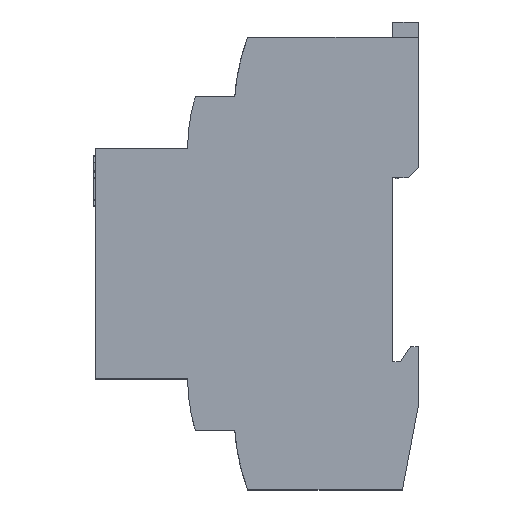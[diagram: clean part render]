
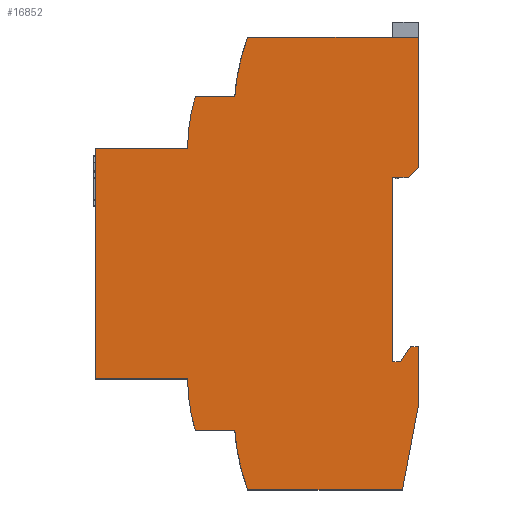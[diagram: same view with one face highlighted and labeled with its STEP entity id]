
A CAD part, top view. The second image highlights one B-rep face of the part: STEP entity #16852.
In plain terms, the highlighted planar face has unit normal (0, 0, 1).
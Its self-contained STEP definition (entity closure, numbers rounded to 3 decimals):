
#12597=DIRECTION('',(1.,0.,0.));
#12598=VECTOR('',#12597,33.3);
#12599=CARTESIAN_POINT('',(22.482,15.704,50.089));
#12600=LINE('',#12599,#12598);
#12952=DIRECTION('',(1.,0.,0.));
#12953=VECTOR('',#12952,7.7);
#12954=CARTESIAN_POINT('',(12.282,4.104,50.089));
#12955=LINE('',#12954,#12953);
#12959=CARTESIAN_POINT('',(63.199,0.86,
50.089));
#12960=DIRECTION('',(0.,0.,1.));
#12961=DIRECTION('',(-0.94,0.343,0.));
#12962=AXIS2_PLACEMENT_3D('',#12959,#12960,#12961);
#12967=DIRECTION('',(0.707,0.707,0.));
#12968=VECTOR('',#12967,2.828);
#12969=CARTESIAN_POINT('',(53.782,-11.596,
50.089));
#12970=LINE('',#12969,#12968);
#12974=DIRECTION('',(-0.555,-0.832,0.));
#12975=VECTOR('',#12974,3.606);
#12976=CARTESIAN_POINT('',(54.282,-44.596,
50.089));
#12977=LINE('',#12976,#12975);
#12981=DIRECTION('',(0.185,0.983,0.));
#12982=VECTOR('',#12981,16.789);
#12983=CARTESIAN_POINT('',(52.682,-72.496,
50.089));
#12984=LINE('',#12983,#12982);
#12988=CARTESIAN_POINT('',(63.199,-57.651,
50.089));
#12989=DIRECTION('',(0.,0.,1.));
#12990=DIRECTION('',(-0.997,-0.075,0.));
#12991=AXIS2_PLACEMENT_3D('',#12988,#12989,#12990);
#12996=CARTESIAN_POINT('',(46.988,-50.577,
50.089));
#12997=DIRECTION('',(0.,0.,1.));
#12998=DIRECTION('',(-1.,-0.009,0.));
#12999=AXIS2_PLACEMENT_3D('',#12996,#12997,#12998);
#13004=CARTESIAN_POINT('',(46.988,-6.214,
50.089));
#13005=DIRECTION('',(0.,0.,1.));
#13006=DIRECTION('',(-0.959,0.285,0.));
#13007=AXIS2_PLACEMENT_3D('',#13004,#13005,#13006);
#13019=DIRECTION('',(0.,-1.,0.));
#13020=VECTOR('',#13019,25.3);
#13021=CARTESIAN_POINT('',(55.782,15.704,50.089));
#13022=LINE('',#13021,#13020);
#13222=DIRECTION('',(0.,-1.,0.));
#13223=VECTOR('',#13222,36.);
#13224=CARTESIAN_POINT('',(50.782,-11.596,
50.089));
#13225=LINE('',#13224,#13223);
#13712=DIRECTION('',(-1.,0.,0.));
#13713=VECTOR('',#13712,30.2);
#13714=CARTESIAN_POINT('',(52.682,-72.496,
50.089));
#13715=LINE('',#13714,#13713);
#14309=DIRECTION('',(-1.,0.,0.));
#14310=VECTOR('',#14309,7.7);
#14311=CARTESIAN_POINT('',(19.982,-60.896,
50.089));
#14312=LINE('',#14311,#14310);
#14344=DIRECTION('',(-1.,0.,0.));
#14345=VECTOR('',#14344,18.);
#14346=CARTESIAN_POINT('',(10.782,-50.896,
50.089));
#14347=LINE('',#14346,#14345);
#14365=DIRECTION('',(0.,1.,0.));
#14366=VECTOR('',#14365,45.);
#14367=CARTESIAN_POINT('',(-7.218,-50.896,
50.089));
#14368=LINE('',#14367,#14366);
#14379=DIRECTION('',(1.,0.,0.));
#14380=VECTOR('',#14379,18.);
#14381=CARTESIAN_POINT('',(-7.218,-5.896,
50.089));
#14382=LINE('',#14381,#14380);
#14776=DIRECTION('',(0.,-1.,0.));
#14777=VECTOR('',#14776,11.4);
#14778=CARTESIAN_POINT('',(55.782,-44.596,
50.089));
#14779=LINE('',#14778,#14777);
#14825=DIRECTION('',(1.,0.,0.));
#14826=VECTOR('',#14825,1.5);
#14827=CARTESIAN_POINT('',(54.282,-44.596,
50.089));
#14828=LINE('',#14827,#14826);
#14846=DIRECTION('',(1.,0.,0.));
#14847=VECTOR('',#14846,1.5);
#14848=CARTESIAN_POINT('',(50.782,-47.596,
50.089));
#14849=LINE('',#14848,#14847);
#14874=DIRECTION('',(-1.,0.,0.));
#14875=VECTOR('',#14874,3.);
#14876=CARTESIAN_POINT('',(53.782,-11.596,
50.089));
#14877=LINE('',#14876,#14875);
#15580=CARTESIAN_POINT('',(22.482,15.704,50.089));
#15581=VERTEX_POINT('',#15580);
#15584=CARTESIAN_POINT('',(19.982,4.104,50.089));
#15585=VERTEX_POINT('',#15584);
#15626=CARTESIAN_POINT('',(50.782,-11.596,
50.089));
#15627=VERTEX_POINT('',#15626);
#15630=CARTESIAN_POINT('',(55.782,15.704,50.089));
#15631=VERTEX_POINT('',#15630);
#15636=CARTESIAN_POINT('',(12.282,4.104,50.089));
#15637=VERTEX_POINT('',#15636);
#15662=CARTESIAN_POINT('',(53.782,-11.596,
50.089));
#15663=VERTEX_POINT('',#15662);
#15664=CARTESIAN_POINT('',(50.782,-47.596,
50.089));
#15665=VERTEX_POINT('',#15664);
#15706=CARTESIAN_POINT('',(55.782,-9.596,
50.089));
#15707=VERTEX_POINT('',#15706);
#15714=CARTESIAN_POINT('',(10.782,-5.896,
50.089));
#15715=VERTEX_POINT('',#15714);
#15750=CARTESIAN_POINT('',(52.282,-47.596,
50.089));
#15751=VERTEX_POINT('',#15750);
#15760=CARTESIAN_POINT('',(-7.218,-5.896,
50.089));
#15761=VERTEX_POINT('',#15760);
#15792=CARTESIAN_POINT('',(54.282,-44.596,
50.089));
#15793=VERTEX_POINT('',#15792);
#15802=CARTESIAN_POINT('',(-7.218,-50.896,
50.089));
#15803=VERTEX_POINT('',#15802);
#15830=CARTESIAN_POINT('',(55.782,-44.596,
50.089));
#15831=VERTEX_POINT('',#15830);
#15836=CARTESIAN_POINT('',(10.782,-50.896,
50.089));
#15837=VERTEX_POINT('',#15836);
#15848=CARTESIAN_POINT('',(22.482,-72.496,
50.089));
#15849=VERTEX_POINT('',#15848);
#15862=CARTESIAN_POINT('',(55.782,-55.996,
50.089));
#15863=VERTEX_POINT('',#15862);
#15866=CARTESIAN_POINT('',(12.282,-60.896,
50.089));
#15867=VERTEX_POINT('',#15866);
#15882=CARTESIAN_POINT('',(19.982,-60.896,
50.089));
#15883=VERTEX_POINT('',#15882);
#15890=CARTESIAN_POINT('',(52.682,-72.496,
50.089));
#15891=VERTEX_POINT('',#15890);
#16808=CARTESIAN_POINT('',(28.558,-28.323,
50.089));
#16809=DIRECTION('',(0.,0.,1.));
#16810=DIRECTION('',(1.,0.,0.));
#16811=AXIS2_PLACEMENT_3D('',#16808,#16809,#16810);
#16812=PLANE('',#16811);
#16813=ORIENTED_EDGE('',*,*,#16794,.T.);
#16814=ORIENTED_EDGE('',*,*,#16259,.F.);
#16815=ORIENTED_EDGE('',*,*,#16369,.T.);
#16817=ORIENTED_EDGE('',*,*,#16816,.T.);
#16819=ORIENTED_EDGE('',*,*,#16818,.F.);
#16821=ORIENTED_EDGE('',*,*,#16820,.T.);
#16823=ORIENTED_EDGE('',*,*,#16822,.T.);
#16825=ORIENTED_EDGE('',*,*,#16824,.T.);
#16827=ORIENTED_EDGE('',*,*,#16826,.F.);
#16829=ORIENTED_EDGE('',*,*,#16828,.T.);
#16831=ORIENTED_EDGE('',*,*,#16830,.T.);
#16833=ORIENTED_EDGE('',*,*,#16832,.F.);
#16835=ORIENTED_EDGE('',*,*,#16834,.T.);
#16837=ORIENTED_EDGE('',*,*,#16836,.F.);
#16839=ORIENTED_EDGE('',*,*,#16838,.T.);
#16841=ORIENTED_EDGE('',*,*,#16840,.F.);
#16843=ORIENTED_EDGE('',*,*,#16842,.T.);
#16845=ORIENTED_EDGE('',*,*,#16844,.T.);
#16847=ORIENTED_EDGE('',*,*,#16846,.T.);
#16849=ORIENTED_EDGE('',*,*,#16848,.F.);
#16850=EDGE_LOOP('',(#16813,#16814,#16815,#16817,#16819,#16821,#16823,#16825,
#16827,#16829,#16831,#16833,#16835,#16837,#16839,#16841,#16843,#16845,#16847,
#16849));
#16851=FACE_OUTER_BOUND('',#16850,.F.);
#12963=CIRCLE('',#12962,43.339);
#12992=CIRCLE('',#12991,43.339);
#13000=CIRCLE('',#12999,36.208);
#13008=CIRCLE('',#13007,36.208);
#16259=EDGE_CURVE('',#15581,#15585,#12963,.T.);
#16369=EDGE_CURVE('',#15581,#15631,#12600,.T.);
#16794=EDGE_CURVE('',#15637,#15585,#12955,.T.);
#16816=EDGE_CURVE('',#15631,#15707,#13022,.T.);
#16818=EDGE_CURVE('',#15663,#15707,#12970,.T.);
#16820=EDGE_CURVE('',#15663,#15627,#14877,.T.);
#16822=EDGE_CURVE('',#15627,#15665,#13225,.T.);
#16824=EDGE_CURVE('',#15665,#15751,#14849,.T.);
#16826=EDGE_CURVE('',#15793,#15751,#12977,.T.);
#16828=EDGE_CURVE('',#15793,#15831,#14828,.T.);
#16830=EDGE_CURVE('',#15831,#15863,#14779,.T.);
#16832=EDGE_CURVE('',#15891,#15863,#12984,.T.);
#16834=EDGE_CURVE('',#15891,#15849,#13715,.T.);
#16836=EDGE_CURVE('',#15883,#15849,#12992,.T.);
#16838=EDGE_CURVE('',#15883,#15867,#14312,.T.);
#16840=EDGE_CURVE('',#15837,#15867,#13000,.T.);
#16842=EDGE_CURVE('',#15837,#15803,#14347,.T.);
#16844=EDGE_CURVE('',#15803,#15761,#14368,.T.);
#16846=EDGE_CURVE('',#15761,#15715,#14382,.T.);
#16848=EDGE_CURVE('',#15637,#15715,#13008,.T.);
#16852=ADVANCED_FACE('',(#16851),#16812,.T.);
